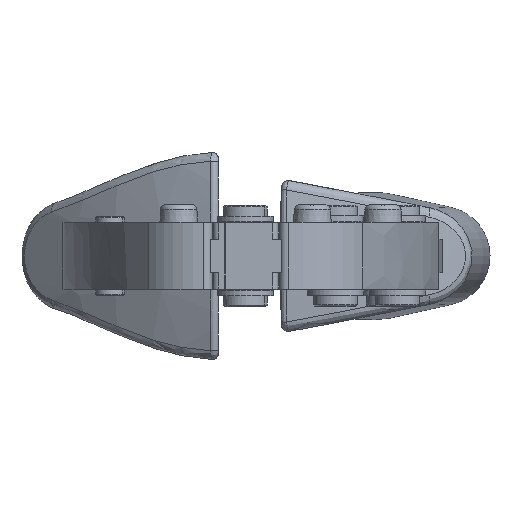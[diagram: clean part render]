
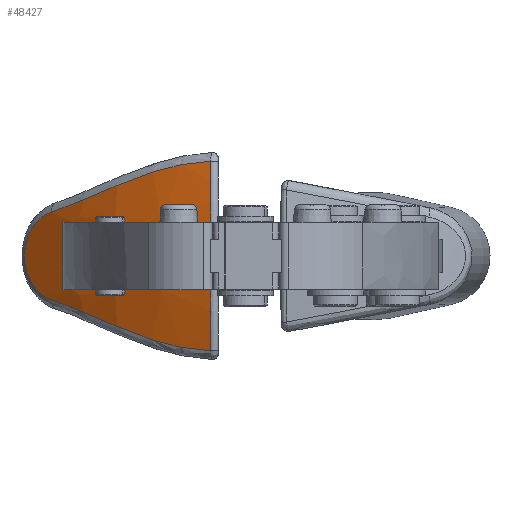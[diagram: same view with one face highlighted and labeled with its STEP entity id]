
A CAD part, left-side view. The second image highlights one B-rep face of the part: STEP entity #48427.
In plain terms, the highlighted spherical face has radius 86.8 mm.
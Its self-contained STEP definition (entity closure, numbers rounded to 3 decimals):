
#9186=AXIS2_PLACEMENT_3D('Circle Axis2P3D',#9184,#9185,$) ;
#13084=AXIS2_PLACEMENT_3D('Circle Axis2P3D',#13082,#13083,$) ;
#48406=AXIS2_PLACEMENT_3D('Sphere Axis2P3D',#48403,#48404,#48405) ;
#3556=CARTESIAN_POINT('Vertex',(79.584,75.414,24.784)) ;
#3647=CARTESIAN_POINT('Vertex',(64.24,50.38,24.784)) ;
#3651=CARTESIAN_POINT('Control Point',(64.24,50.38,24.784)) ;
#3652=CARTESIAN_POINT('Control Point',(66.427,55.862,24.784)) ;
#3653=CARTESIAN_POINT('Control Point',(69.08,61.157,24.784)) ;
#3654=CARTESIAN_POINT('Control Point',(72.179,66.213,24.784)) ;
#3655=CARTESIAN_POINT('Control Point',(75.693,70.98,24.784)) ;
#3656=CARTESIAN_POINT('Control Point',(79.584,75.414,24.784)) ;
#8854=CARTESIAN_POINT('Vertex',(79.584,75.414,12.584)) ;
#8863=CARTESIAN_POINT('Control Point',(79.584,75.414,24.784)) ;
#8864=CARTESIAN_POINT('Control Point',(79.255,75.472,20.727)) ;
#8865=CARTESIAN_POINT('Control Point',(79.255,75.472,16.642)) ;
#8866=CARTESIAN_POINT('Control Point',(79.584,75.414,12.584)) ;
#9181=CARTESIAN_POINT('Vertex',(65.85,50.401,35.777)) ;
#9184=CARTESIAN_POINT('Axis2P3D Location',(144.227,51.441,18.684)) ;
#13052=CARTESIAN_POINT('Vertex',(65.85,50.401,1.592)) ;
#13079=CARTESIAN_POINT('Vertex',(64.24,50.38,12.584)) ;
#13082=CARTESIAN_POINT('Axis2P3D Location',(144.227,51.441,18.684)) ;
#32848=CARTESIAN_POINT('Control Point',(65.85,50.401,1.592)) ;
#32849=CARTESIAN_POINT('Control Point',(67.143,53.629,1.692)) ;
#32850=CARTESIAN_POINT('Control Point',(68.508,56.782,2.204)) ;
#32851=CARTESIAN_POINT('Control Point',(69.932,59.814,3.067)) ;
#32852=CARTESIAN_POINT('Control Point',(73.014,65.726,5.189)) ;
#32853=CARTESIAN_POINT('Control Point',(76.623,71.232,7.632)) ;
#32854=CARTESIAN_POINT('Control Point',(78.62,73.931,8.83)) ;
#32855=CARTESIAN_POINT('Control Point',(80.817,76.56,9.906)) ;
#32856=CARTESIAN_POINT('Control Point',(83.226,79.105,10.756)) ;
#32857=CARTESIAN_POINT('Vertex',(83.226,79.105,10.756)) ;
#33019=CARTESIAN_POINT('Vertex',(83.226,79.105,26.613)) ;
#33023=CARTESIAN_POINT('Control Point',(83.226,79.105,10.756)) ;
#33024=CARTESIAN_POINT('Control Point',(83.994,79.916,11.02)) ;
#33025=CARTESIAN_POINT('Control Point',(84.729,80.687,11.448)) ;
#33026=CARTESIAN_POINT('Control Point',(85.398,81.384,12.02)) ;
#33027=CARTESIAN_POINT('Control Point',(86.532,82.56,13.338)) ;
#33028=CARTESIAN_POINT('Control Point',(87.308,83.357,14.947)) ;
#33029=CARTESIAN_POINT('Control Point',(87.594,83.649,15.776)) ;
#33030=CARTESIAN_POINT('Control Point',(87.84,83.901,16.863)) ;
#33031=CARTESIAN_POINT('Control Point',(87.937,83.999,17.97)) ;
#33032=CARTESIAN_POINT('Control Point',(87.951,84.013,18.208)) ;
#33033=CARTESIAN_POINT('Control Point',(87.958,84.02,18.446)) ;
#33034=CARTESIAN_POINT('Control Point',(87.958,84.02,18.684)) ;
#33035=CARTESIAN_POINT('Vertex',(87.958,84.02,18.684)) ;
#33039=CARTESIAN_POINT('Control Point',(87.958,84.02,18.684)) ;
#33040=CARTESIAN_POINT('Control Point',(87.958,84.02,19.32)) ;
#33041=CARTESIAN_POINT('Control Point',(87.909,83.97,19.955)) ;
#33042=CARTESIAN_POINT('Control Point',(87.81,83.87,20.585)) ;
#33043=CARTESIAN_POINT('Control Point',(87.34,83.39,22.562)) ;
#33044=CARTESIAN_POINT('Control Point',(86.375,82.399,24.354)) ;
#33045=CARTESIAN_POINT('Control Point',(85.483,81.477,25.432)) ;
#33046=CARTESIAN_POINT('Control Point',(84.392,80.336,26.212)) ;
#33047=CARTESIAN_POINT('Control Point',(83.226,79.105,26.613)) ;
#33142=CARTESIAN_POINT('Control Point',(65.85,50.401,35.777)) ;
#33143=CARTESIAN_POINT('Control Point',(67.117,53.566,35.679)) ;
#33144=CARTESIAN_POINT('Control Point',(68.454,56.657,35.185)) ;
#33145=CARTESIAN_POINT('Control Point',(69.847,59.634,34.353)) ;
#33146=CARTESIAN_POINT('Control Point',(72.918,65.56,32.254)) ;
#33147=CARTESIAN_POINT('Control Point',(76.508,71.076,29.806)) ;
#33148=CARTESIAN_POINT('Control Point',(78.535,73.83,28.581)) ;
#33149=CARTESIAN_POINT('Control Point',(80.771,76.511,27.479)) ;
#33150=CARTESIAN_POINT('Control Point',(83.226,79.105,26.613)) ;
#48403=CARTESIAN_POINT('Axis2P3D Location',(144.666,18.306,18.684)) ;
#48409=CARTESIAN_POINT('Control Point',(64.24,50.38,12.584)) ;
#48410=CARTESIAN_POINT('Control Point',(66.429,55.868,12.584)) ;
#48411=CARTESIAN_POINT('Control Point',(69.087,61.169,12.584)) ;
#48412=CARTESIAN_POINT('Control Point',(72.175,66.206,12.585)) ;
#48413=CARTESIAN_POINT('Control Point',(75.691,70.978,12.584)) ;
#48414=CARTESIAN_POINT('Control Point',(79.584,75.414,12.584)) ;
#9185=DIRECTION('Axis2P3D Direction',(-0.013,1.,0.)) ;
#13083=DIRECTION('Axis2P3D Direction',(-0.013,1.,0.)) ;
#48404=DIRECTION('Axis2P3D Direction',(0.,-1.,0.)) ;
#48405=DIRECTION('Axis2P3D XDirection',(-0.94,0.,0.342)) ;
#48417=ORIENTED_EDGE('',*,*,#9188,.T.) ;
#48418=ORIENTED_EDGE('',*,*,#33151,.T.) ;
#48419=ORIENTED_EDGE('',*,*,#33048,.T.) ;
#48420=ORIENTED_EDGE('',*,*,#33037,.T.) ;
#48421=ORIENTED_EDGE('',*,*,#32859,.T.) ;
#48422=ORIENTED_EDGE('',*,*,#13086,.T.) ;
#48423=ORIENTED_EDGE('',*,*,#48415,.T.) ;
#48424=ORIENTED_EDGE('',*,*,#8867,.F.) ;
#48425=ORIENTED_EDGE('',*,*,#3657,.F.) ;
#48427=ADVANCED_FACE('Hauptk\X2\00F6\X0\rper',(#48426),#48407,.T.) ;
#3650=B_SPLINE_CURVE_WITH_KNOTS('',5,(#3651,#3652,#3653,#3654,#3655,#3656),.UNSPECIFIED.,.F.,.U.,(6,6),(0.,41.745),.UNSPECIFIED.) ;
#8862=B_SPLINE_CURVE_WITH_KNOTS('',3,(#8863,#8864,#8865,#8866),.UNSPECIFIED.,.F.,.U.,(4,4),(0.,17.282),.UNSPECIFIED.) ;
#32847=B_SPLINE_CURVE_WITH_KNOTS('',5,(#32848,#32849,#32850,#32851,#32852,#32853,#32854,#32855,#32856),.UNSPECIFIED.,.F.,.U.,(6,3,6),(12.602,29.919,47.669),.UNSPECIFIED.) ;
#33022=B_SPLINE_CURVE_WITH_KNOTS('',5,(#33023,#33024,#33025,#33026,#33027,#33028,#33029,#33030,#33031,#33032,#33033,#33034),.UNSPECIFIED.,.F.,.U.,(6,3,3,6),(25.579,31.479,37.085,38.616),.UNSPECIFIED.) ;
#33038=B_SPLINE_CURVE_WITH_KNOTS('',5,(#33039,#33040,#33041,#33042,#33043,#33044,#33045,#33046,#33047),.UNSPECIFIED.,.F.,.U.,(6,3,6),(38.616,42.7,51.655),.UNSPECIFIED.) ;
#33141=B_SPLINE_CURVE_WITH_KNOTS('',5,(#33142,#33143,#33144,#33145,#33146,#33147,#33148,#33149,#33150),.UNSPECIFIED.,.F.,.U.,(6,3,6),(12.602,29.576,47.668),.UNSPECIFIED.) ;
#48408=B_SPLINE_CURVE_WITH_KNOTS('',5,(#48409,#48410,#48411,#48412,#48413,#48414),.UNSPECIFIED.,.F.,.U.,(6,6),(0.,41.795),.UNSPECIFIED.) ;
#9187=CIRCLE('generated circle',#9186,80.225) ;
#13085=CIRCLE('generated circle',#13084,80.225) ;
#3657=EDGE_CURVE('',#3648,#3557,#3650,.T.) ;
#8867=EDGE_CURVE('',#3557,#8855,#8862,.T.) ;
#9188=EDGE_CURVE('',#3648,#9182,#9187,.T.) ;
#13086=EDGE_CURVE('',#13053,#13080,#13085,.T.) ;
#32859=EDGE_CURVE('',#32858,#13053,#32847,.F.) ;
#33037=EDGE_CURVE('',#33036,#32858,#33022,.F.) ;
#33048=EDGE_CURVE('',#33020,#33036,#33038,.F.) ;
#33151=EDGE_CURVE('',#9182,#33020,#33141,.T.) ;
#48415=EDGE_CURVE('',#13080,#8855,#48408,.T.) ;
#48416=EDGE_LOOP('',(#48417,#48418,#48419,#48420,#48421,#48422,#48423,#48424,#48425)) ;
#48426=FACE_OUTER_BOUND('',#48416,.T.) ;
#48407=SPHERICAL_SURFACE('',#48406,86.8) ;
#3557=VERTEX_POINT('',#3556) ;
#3648=VERTEX_POINT('',#3647) ;
#8855=VERTEX_POINT('',#8854) ;
#9182=VERTEX_POINT('',#9181) ;
#13053=VERTEX_POINT('',#13052) ;
#13080=VERTEX_POINT('',#13079) ;
#32858=VERTEX_POINT('',#32857) ;
#33020=VERTEX_POINT('',#33019) ;
#33036=VERTEX_POINT('',#33035) ;
